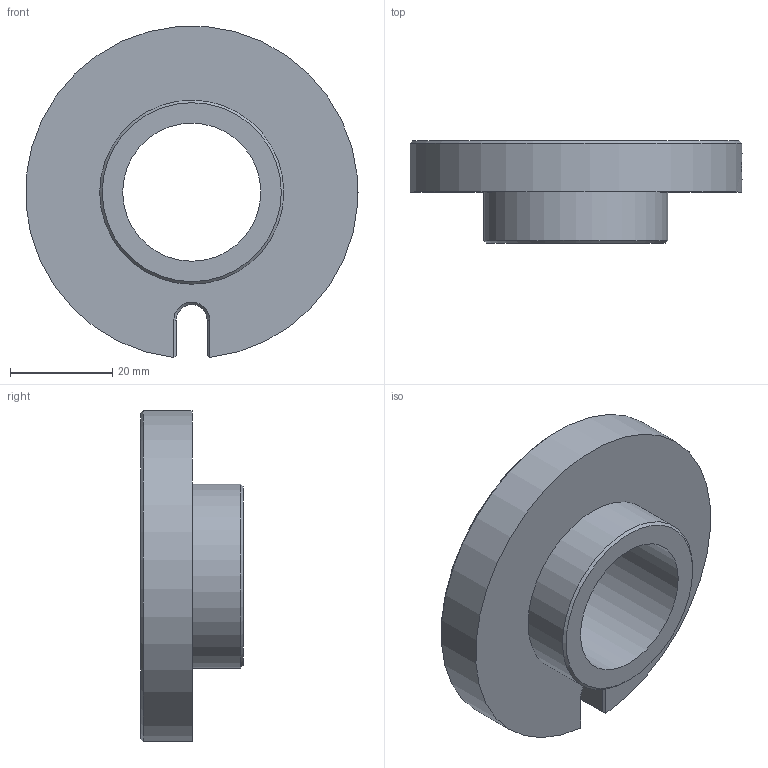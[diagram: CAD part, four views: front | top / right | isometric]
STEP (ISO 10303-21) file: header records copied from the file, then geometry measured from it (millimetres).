
FILE_DESCRIPTION(/* description */ (''),/* implementation_level */ '2;1');
FILE_NAME(/* name */ 'flangenova.stp',/* time_stamp */ '2021-01-24T10:20:13-03:00',/* author */ ('comer'),/* organization */ (''),/* preprocessor_version */ 'ST-DEVELOPER v18.1',/* originating_system */ 'Autodesk Inventor 2021',/* authorisation */ '');
FILE_SCHEMA (('AUTOMOTIVE_DESIGN { 1 0 10303 214 3 1 1 }'));
Length unit declared in the file: millimetre
Products named in the file (1): SW.01.004.02
Bounding box: 64.91 x 20 x 64.69 mm (x, y, z)
Volume: 31254.8 mm3; surface area: 10290.7 mm2
Topology: 1 solids, 1 shells, 23 faces, 60 edges, 40 vertices
Faces by surface type: plane 11, cylinder 6, cone 6
Full cylindrical faces by diameter (mm): 27 x1, 36 x1
Entity records: 787 total; most frequent: CARTESIAN_POINT 178, DIRECTION 119, ORIENTED_EDGE 118, EDGE_CURVE 59, AXIS2_PLACEMENT_3D 46, VERTEX_POINT 40, LINE 27, VECTOR 27
